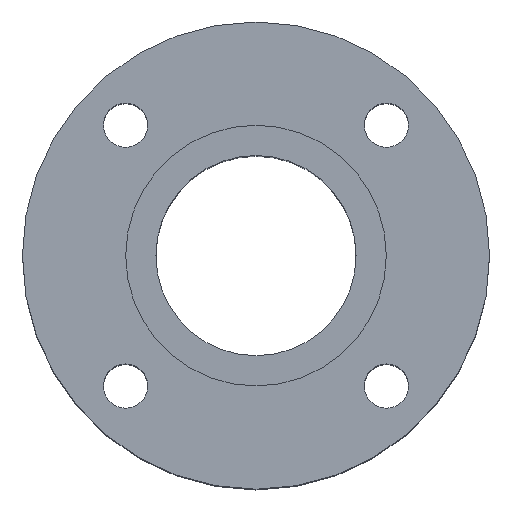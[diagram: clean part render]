
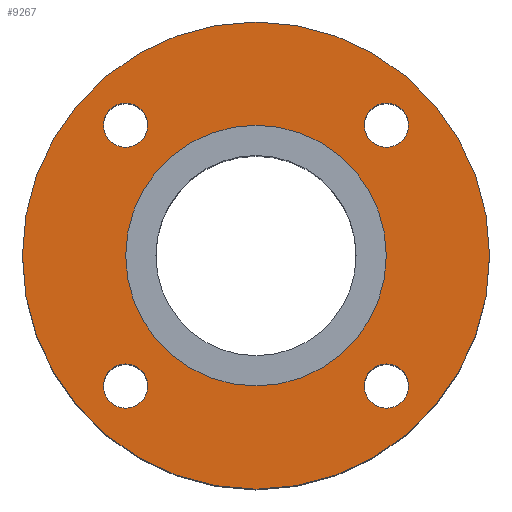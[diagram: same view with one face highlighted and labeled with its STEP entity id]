
A CAD part, top view. The second image highlights one B-rep face of the part: STEP entity #9267.
In plain terms, the highlighted planar face has unit normal (0, 0, 1).
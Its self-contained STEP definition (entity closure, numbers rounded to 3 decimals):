
#110 = CARTESIAN_POINT ( 'NONE',  ( -95., 0., -0.8 ) ) ;
#428 = EDGE_CURVE ( 'NONE', #12047, #9338, #29381, .T. ) ;
#978 = AXIS2_PLACEMENT_3D ( 'NONE', #5138, #14994, #14699 ) ;
#2138 = CIRCLE ( 'NONE', #24733, 95. ) ;
#2200 = CIRCLE ( 'NONE', #18888, 9. ) ;
#2283 = EDGE_CURVE ( 'NONE', #26130, #15533, #2945, .T. ) ;
#2476 = VERTEX_POINT ( 'NONE', #8220 ) ;
#2654 = EDGE_LOOP ( 'NONE', ( #22780, #13007 ) ) ;
#2758 = CARTESIAN_POINT ( 'NONE',  ( -53., 0., -0.8 ) ) ;
#2945 = CIRCLE ( 'NONE', #978, 9. ) ;
#3385 = EDGE_CURVE ( 'NONE', #13561, #16576, #28963, .T. ) ;
#3701 = EDGE_CURVE ( 'NONE', #22742, #9807, #2200, .T. ) ;
#4286 = CIRCLE ( 'NONE', #18518, 53. ) ;
#4763 = ORIENTED_EDGE ( 'NONE', *, *, #2283, .F. ) ;
#5002 = ORIENTED_EDGE ( 'NONE', *, *, #428, .F. ) ;
#5125 = EDGE_LOOP ( 'NONE', ( #5002, #18551 ) ) ;
#5138 = CARTESIAN_POINT ( 'NONE',  ( 53.033, 53.033, -0.8 ) ) ;
#5582 = CIRCLE ( 'NONE', #19825, 9. ) ;
#5725 = DIRECTION ( 'NONE',  ( 0., 0., 1. ) ) ;
#6366 = AXIS2_PLACEMENT_3D ( 'NONE', #24018, #5725, #15122 ) ;
#6744 = CIRCLE ( 'NONE', #24860, 9. ) ;
#6912 = DIRECTION ( 'NONE',  ( 0., 0., 1. ) ) ;
#6924 = AXIS2_PLACEMENT_3D ( 'NONE', #7447, #9774, #16834 ) ;
#6999 = DIRECTION ( 'NONE',  ( 0., -1., 0. ) ) ;
#7103 = DIRECTION ( 'NONE',  ( 0., -1., 0. ) ) ;
#7115 = CARTESIAN_POINT ( 'NONE',  ( 0., 0., -0.8 ) ) ;
#7428 = CIRCLE ( 'NONE', #20185, 9. ) ;
#7447 = CARTESIAN_POINT ( 'NONE',  ( -53.033, 53.033, -0.8 ) ) ;
#8220 = CARTESIAN_POINT ( 'NONE',  ( 53., 0., -0.8 ) ) ;
#8622 = DIRECTION ( 'NONE',  ( 0., 0., 1. ) ) ;
#9123 = CIRCLE ( 'NONE', #20416, 9. ) ;
#9164 = DIRECTION ( 'NONE',  ( 0., 0., 1. ) ) ;
#9240 = CARTESIAN_POINT ( 'NONE',  ( -53.033, 53.033, -0.8 ) ) ;
#9267 = ADVANCED_FACE ( 'NONE', ( #18735, #28108, #27955, #20738, #18433, #22896 ), #23499, .F. ) ;
#9338 = VERTEX_POINT ( 'NONE', #11697 ) ;
#9529 = EDGE_CURVE ( 'NONE', #15533, #26130, #7428, .T. ) ;
#9774 = DIRECTION ( 'NONE',  ( 0., 0., 1. ) ) ;
#9799 = EDGE_CURVE ( 'NONE', #9807, #22742, #14319, .T. ) ;
#9807 = VERTEX_POINT ( 'NONE', #14701 ) ;
#9906 = DIRECTION ( 'NONE',  ( 0., 0., 1. ) ) ;
#10372 = DIRECTION ( 'NONE',  ( -1., 0., 0. ) ) ;
#10587 = CARTESIAN_POINT ( 'NONE',  ( 53.033, -53.033, -0.8 ) ) ;
#10769 = DIRECTION ( 'NONE',  ( 1., 0., 0. ) ) ;
#11068 = ORIENTED_EDGE ( 'NONE', *, *, #17736, .T. ) ;
#11389 = DIRECTION ( 'NONE',  ( -1., 0., 0. ) ) ;
#11570 = VERTEX_POINT ( 'NONE', #2758 ) ;
#11697 = CARTESIAN_POINT ( 'NONE',  ( -62.033, -53.033, -0.8 ) ) ;
#11708 = DIRECTION ( 'NONE',  ( 0., 1., 0. ) ) ;
#12047 = VERTEX_POINT ( 'NONE', #18210 ) ;
#12569 = CARTESIAN_POINT ( 'NONE',  ( 0., 0., -0.8 ) ) ;
#12837 = CARTESIAN_POINT ( 'NONE',  ( -53.033, -53.033, -0.8 ) ) ;
#13007 = ORIENTED_EDGE ( 'NONE', *, *, #23837, .F. ) ;
#13403 = CARTESIAN_POINT ( 'NONE',  ( -53.033, -53.033, -0.8 ) ) ;
#13550 = DIRECTION ( 'NONE',  ( 0., 0., -1. ) ) ;
#13561 = VERTEX_POINT ( 'NONE', #110 ) ;
#13945 = CARTESIAN_POINT ( 'NONE',  ( 53.033, -53.033, -0.8 ) ) ;
#14155 = CIRCLE ( 'NONE', #24928, 53. ) ;
#14319 = CIRCLE ( 'NONE', #6924, 9. ) ;
#14699 = DIRECTION ( 'NONE',  ( 1., 0., 0. ) ) ;
#14701 = CARTESIAN_POINT ( 'NONE',  ( -62.033, 53.033, -0.8 ) ) ;
#14994 = DIRECTION ( 'NONE',  ( 0., 0., 1. ) ) ;
#15122 = DIRECTION ( 'NONE',  ( 1., 0., 0. ) ) ;
#15176 = AXIS2_PLACEMENT_3D ( 'NONE', #13403, #8622, #22744 ) ;
#15339 = CARTESIAN_POINT ( 'NONE',  ( 62.033, 53.033, -0.8 ) ) ;
#15346 = DIRECTION ( 'NONE',  ( 0., 0., 1. ) ) ;
#15533 = VERTEX_POINT ( 'NONE', #15339 ) ;
#16109 = ORIENTED_EDGE ( 'NONE', *, *, #3701, .F. ) ;
#16280 = VERTEX_POINT ( 'NONE', #21276 ) ;
#16357 = ORIENTED_EDGE ( 'NONE', *, *, #20469, .F. ) ;
#16509 = DIRECTION ( 'NONE',  ( 0., 0., 1. ) ) ;
#16576 = VERTEX_POINT ( 'NONE', #26862 ) ;
#16834 = DIRECTION ( 'NONE',  ( 0., 1., 0. ) ) ;
#16901 = EDGE_LOOP ( 'NONE', ( #16109, #19053 ) ) ;
#17100 = EDGE_CURVE ( 'NONE', #9338, #12047, #5582, .T. ) ;
#17165 = DIRECTION ( 'NONE',  ( 1., 0., 0. ) ) ;
#17641 = DIRECTION ( 'NONE',  ( 0., 0., 1. ) ) ;
#17736 = EDGE_CURVE ( 'NONE', #16576, #13561, #2138, .T. ) ;
#18068 = ORIENTED_EDGE ( 'NONE', *, *, #9529, .F. ) ;
#18210 = CARTESIAN_POINT ( 'NONE',  ( -44.033, -53.033, -0.8 ) ) ;
#18433 = FACE_BOUND ( 'NONE', #2654, .T. ) ;
#18518 = AXIS2_PLACEMENT_3D ( 'NONE', #12569, #28992, #17165 ) ;
#18526 = CARTESIAN_POINT ( 'NONE',  ( 62.033, -53.033, -0.8 ) ) ;
#18551 = ORIENTED_EDGE ( 'NONE', *, *, #17100, .F. ) ;
#18735 = FACE_BOUND ( 'NONE', #21019, .T. ) ;
#18888 = AXIS2_PLACEMENT_3D ( 'NONE', #9240, #6912, #11708 ) ;
#19053 = ORIENTED_EDGE ( 'NONE', *, *, #9799, .F. ) ;
#19819 = CARTESIAN_POINT ( 'NONE',  ( 53.033, 53.033, -0.8 ) ) ;
#19825 = AXIS2_PLACEMENT_3D ( 'NONE', #12837, #9906, #10372 ) ;
#20185 = AXIS2_PLACEMENT_3D ( 'NONE', #19819, #20260, #10769 ) ;
#20260 = DIRECTION ( 'NONE',  ( 0., 0., 1. ) ) ;
#20416 = AXIS2_PLACEMENT_3D ( 'NONE', #13945, #9164, #6999 ) ;
#20439 = EDGE_CURVE ( 'NONE', #2476, #11570, #14155, .T. ) ;
#20469 = EDGE_CURVE ( 'NONE', #27742, #16280, #6744, .T. ) ;
#20681 = CARTESIAN_POINT ( 'NONE',  ( -44.033, 53.033, -0.8 ) ) ;
#20738 = FACE_BOUND ( 'NONE', #27423, .T. ) ;
#20884 = CARTESIAN_POINT ( 'NONE',  ( 0., 53., -0.8 ) ) ;
#21019 = EDGE_LOOP ( 'NONE', ( #16357, #28411 ) ) ;
#21276 = CARTESIAN_POINT ( 'NONE',  ( 44.033, -53.033, -0.8 ) ) ;
#21651 = CARTESIAN_POINT ( 'NONE',  ( 44.033, 53.033, -0.8 ) ) ;
#22245 = DIRECTION ( 'NONE',  ( 1., 0., 0. ) ) ;
#22394 = CARTESIAN_POINT ( 'NONE',  ( 0., 0., -0.8 ) ) ;
#22742 = VERTEX_POINT ( 'NONE', #20681 ) ;
#22744 = DIRECTION ( 'NONE',  ( -1., 0., 0. ) ) ;
#22780 = ORIENTED_EDGE ( 'NONE', *, *, #20439, .F. ) ;
#22896 = FACE_OUTER_BOUND ( 'NONE', #23507, .T. ) ;
#23499 = PLANE ( 'NONE',  #28396 ) ;
#23507 = EDGE_LOOP ( 'NONE', ( #11068, #26256 ) ) ;
#23837 = EDGE_CURVE ( 'NONE', #11570, #2476, #4286, .T. ) ;
#24018 = CARTESIAN_POINT ( 'NONE',  ( 0., 0., -0.8 ) ) ;
#24330 = DIRECTION ( 'NONE',  ( 1., 0., 0. ) ) ;
#24733 = AXIS2_PLACEMENT_3D ( 'NONE', #7115, #16509, #24330 ) ;
#24860 = AXIS2_PLACEMENT_3D ( 'NONE', #10587, #17641, #7103 ) ;
#24928 = AXIS2_PLACEMENT_3D ( 'NONE', #22394, #15346, #22245 ) ;
#26130 = VERTEX_POINT ( 'NONE', #21651 ) ;
#26256 = ORIENTED_EDGE ( 'NONE', *, *, #3385, .T. ) ;
#26862 = CARTESIAN_POINT ( 'NONE',  ( 95., 0., -0.8 ) ) ;
#27423 = EDGE_LOOP ( 'NONE', ( #18068, #4763 ) ) ;
#27682 = EDGE_CURVE ( 'NONE', #16280, #27742, #9123, .T. ) ;
#27742 = VERTEX_POINT ( 'NONE', #18526 ) ;
#27955 = FACE_BOUND ( 'NONE', #16901, .T. ) ;
#28108 = FACE_BOUND ( 'NONE', #5125, .T. ) ;
#28396 = AXIS2_PLACEMENT_3D ( 'NONE', #20884, #13550, #11389 ) ;
#28411 = ORIENTED_EDGE ( 'NONE', *, *, #27682, .F. ) ;
#28963 = CIRCLE ( 'NONE', #6366, 95. ) ;
#28992 = DIRECTION ( 'NONE',  ( 0., 0., 1. ) ) ;
#29381 = CIRCLE ( 'NONE', #15176, 9. ) ;
